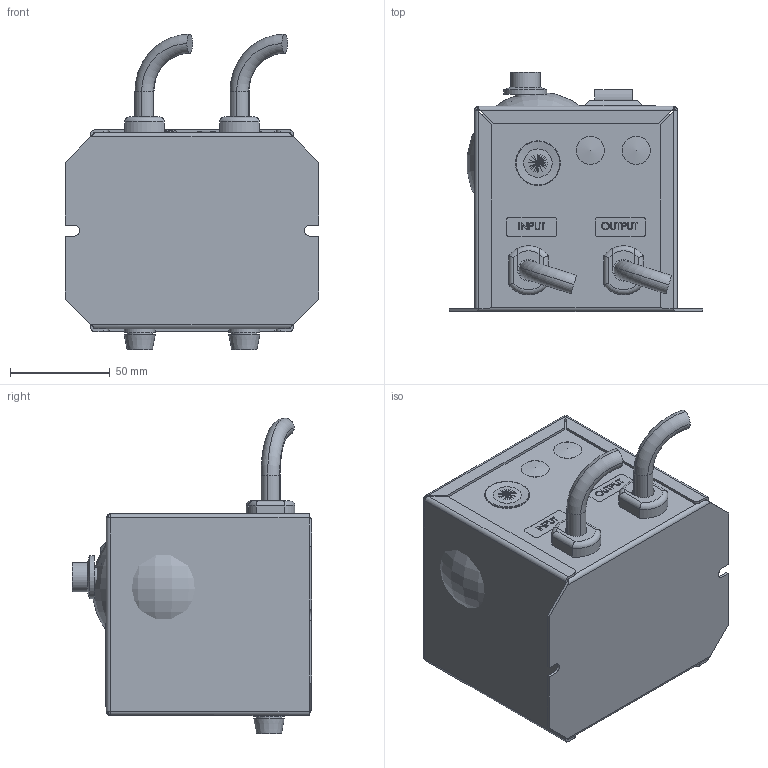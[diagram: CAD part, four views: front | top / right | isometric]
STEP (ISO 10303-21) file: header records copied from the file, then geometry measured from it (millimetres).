
FILE_DESCRIPTION (( 'STEP AP214' ), '1' );
FILE_NAME ('pn 121-000-8797_model FC-40-240 Plus 5 turn pot_240V.STEP', '2026-02-13T21:14:47', ( '' ), ( '' ), 'SwSTEP 2.0', 'SolidWorks 2022', '' );
FILE_SCHEMA (( 'AUTOMOTIVE_DESIGN' ));
Length unit declared in the file: inch
Products named in the file (15): LABLE-INPUT_DEFAULT; pn 121-000-8797_model FC-40-240 Plus 5 turn pot_240V; CORD-38_DEFAULT; 102-000-0197-3D_DEFAULT; KNOCKOUT .555_DEFAULT; CONTROL KNOB_DEFAULT; LABLE-8 AMPS_DEFAULT; 106-000-0022-3D; FC-SINGLE-120V-ENCLOSURE-TOP_DEFAULT; KNOCKOUT-.880_DEFAULT; SWITCH_220V_DEFAULT; FC-SINGLE-120V-ENCLOSURE-BOTTOM_DEFAULT; FC-SINGLE-120V-ENCLOSURE-BLANK; LABLE-OUTPUT_DEFAULT; 112-000-0057-3D_DEFAULT
Assembly tree (19 placements, depth 3):
  pn 121-000-8797_model FC-40-240 Plus 5 turn pot_240V
    FC-SINGLE-120V-ENCLOSURE-BLANK
      FC-SINGLE-120V-ENCLOSURE-BOTTOM_DEFAULT
      FC-SINGLE-120V-ENCLOSURE-TOP_DEFAULT
    102-000-0197-3D_DEFAULT
    106-000-0022-3D  x2
    CORD-38_DEFAULT  x2
    112-000-0057-3D_DEFAULT  x2
    KNOCKOUT .555_DEFAULT  x2
    KNOCKOUT-.880_DEFAULT
    LABLE-OUTPUT_DEFAULT
    LABLE-INPUT_DEFAULT
    LABLE-8 AMPS_DEFAULT  x2
    CONTROL KNOB_DEFAULT
    SWITCH_220V_DEFAULT
Bounding box: 127 x 119.95 x 158.15 mm (x, y, z)
Volume: 302674.5 mm3; surface area: 173034.3 mm2
Topology: 20 solids, 20 shells, 1478 faces, 3832 edges, 2535 vertices
Faces by surface type: plane 867, bspline 481, cylinder 98, torus 28, cone 4
Full cylindrical faces by diameter (mm): 9.525 x1, 10.922 x1, 12.7 x2, 14.097 x2, 14.732 x1, 15.494 x2, 17.399 x1, 21.463 x1, 22.377 x1
Entity records: 66348 total; most frequent: CARTESIAN_POINT 34851, ORIENTED_EDGE 6974, DIRECTION 4590, EDGE_CURVE 3487, VECTOR 2374, LINE 2374, VERTEX_POINT 2315, EDGE_LOOP 1490
